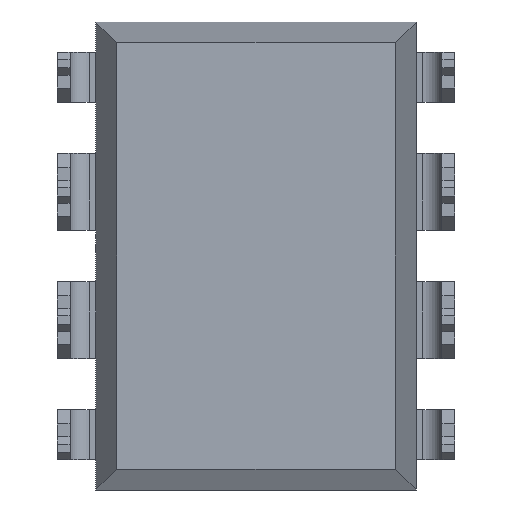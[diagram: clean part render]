
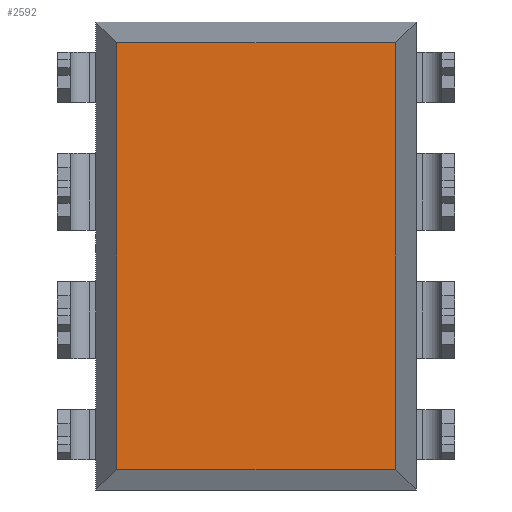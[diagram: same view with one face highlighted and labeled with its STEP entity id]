
A CAD part, front view. The second image highlights one B-rep face of the part: STEP entity #2592.
In plain terms, the highlighted planar face has unit normal (0, -1, 0).
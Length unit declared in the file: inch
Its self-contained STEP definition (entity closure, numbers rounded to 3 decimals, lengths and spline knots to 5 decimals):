
#9 = LINE ( 'NONE', #4342, #2868 ) ;
#93 = EDGE_CURVE ( 'NONE', #3980, #1717, #1826, .T. ) ;
#238 = DIRECTION ( 'NONE',  ( -1., 0., 0. ) ) ;
#553 = VERTEX_POINT ( 'NONE', #1457 ) ;
#607 = CARTESIAN_POINT ( 'NONE',  ( 0.10869, 0.015, -0.1825 ) ) ;
#753 = ORIENTED_EDGE ( 'NONE', *, *, #2206, .T. ) ;
#916 = VECTOR ( 'NONE', #2065, 39.37008 ) ;
#1016 = CARTESIAN_POINT ( 'NONE',  ( 0.10869, 0.015, -0.16619 ) ) ;
#1038 = DIRECTION ( 'NONE',  ( 1., 0., 0. ) ) ;
#1177 = VECTOR ( 'NONE', #1038, 39.37008 ) ;
#1255 = ORIENTED_EDGE ( 'NONE', *, *, #93, .T. ) ;
#1457 = CARTESIAN_POINT ( 'NONE',  ( 0.10869, 0.015, 0.16619 ) ) ;
#1534 = VERTEX_POINT ( 'NONE', #2426 ) ;
#1717 = VERTEX_POINT ( 'NONE', #1016 ) ;
#1826 = LINE ( 'NONE', #4815, #1177 ) ;
#1926 = AXIS2_PLACEMENT_3D ( 'NONE', #4211, #1931, #4550 ) ;
#1931 = DIRECTION ( 'NONE',  ( 0., -1., 0. ) ) ;
#2065 = DIRECTION ( 'NONE',  ( 0., 0., -1. ) ) ;
#2148 = FACE_OUTER_BOUND ( 'NONE', #3383, .T. ) ;
#2199 = EDGE_CURVE ( 'NONE', #553, #1534, #9, .T. ) ;
#2206 = EDGE_CURVE ( 'NONE', #1534, #3980, #2623, .T. ) ;
#2318 = PLANE ( 'NONE',  #1926 ) ;
#2426 = CARTESIAN_POINT ( 'NONE',  ( -0.10869, 0.015, 0.16619 ) ) ;
#2429 = DIRECTION ( 'NONE',  ( 0., 0., 1. ) ) ;
#2485 = CARTESIAN_POINT ( 'NONE',  ( -0.10869, 0.015, -0.16619 ) ) ;
#2504 = LINE ( 'NONE', #607, #2621 ) ;
#2592 = ADVANCED_FACE ( 'NONE', ( #2148 ), #2318, .T. ) ;
#2613 = ORIENTED_EDGE ( 'NONE', *, *, #2199, .T. ) ;
#2621 = VECTOR ( 'NONE', #2429, 39.37008 ) ;
#2623 = LINE ( 'NONE', #2797, #916 ) ;
#2797 = CARTESIAN_POINT ( 'NONE',  ( -0.10869, 0.015, 0.1825 ) ) ;
#2868 = VECTOR ( 'NONE', #238, 39.37008 ) ;
#3383 = EDGE_LOOP ( 'NONE', ( #1255, #4846, #2613, #753 ) ) ;
#3980 = VERTEX_POINT ( 'NONE', #2485 ) ;
#4211 = CARTESIAN_POINT ( 'NONE',  ( 0., 0.015, 0. ) ) ;
#4342 = CARTESIAN_POINT ( 'NONE',  ( 0.125, 0.015, 0.16619 ) ) ;
#4522 = EDGE_CURVE ( 'NONE', #1717, #553, #2504, .T. ) ;
#4550 = DIRECTION ( 'NONE',  ( 0., 0., -1. ) ) ;
#4815 = CARTESIAN_POINT ( 'NONE',  ( -0.125, 0.015, -0.16619 ) ) ;
#4846 = ORIENTED_EDGE ( 'NONE', *, *, #4522, .T. ) ;
